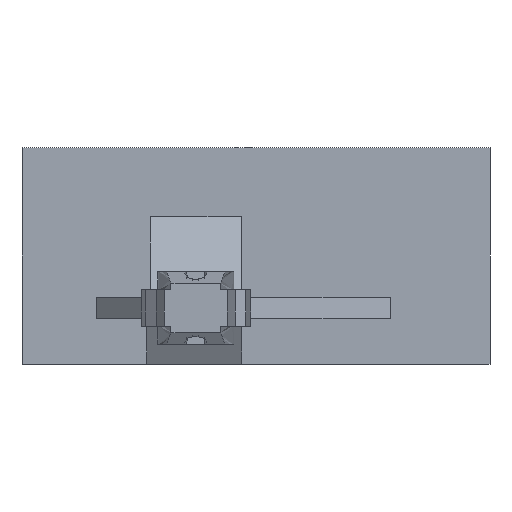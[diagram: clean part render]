
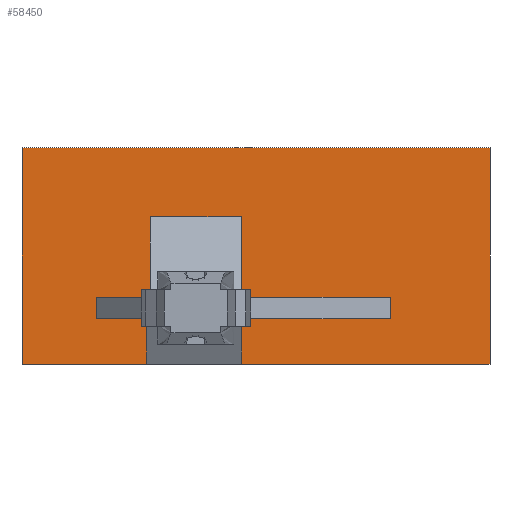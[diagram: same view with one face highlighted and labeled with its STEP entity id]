
A CAD part, front view. The second image highlights one B-rep face of the part: STEP entity #58450.
In plain terms, the highlighted planar face has unit normal (0, -1, 0).
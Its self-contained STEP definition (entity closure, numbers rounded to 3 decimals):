
#200=CARTESIAN_POINT('',(-53.259,29.958,3.5));
#210=VERTEX_POINT('',#200);
#240=CARTESIAN_POINT('',(-53.259,29.958,0.));
#250=DIRECTION('',(0.,0.,1.));
#260=VECTOR('',#250,1.);
#270=LINE('',#240,#260);
#280=CARTESIAN_POINT('',(-53.259,29.958,2.5));
#290=VERTEX_POINT('',#280);
#300=EDGE_CURVE('',#290,#210,#270,.T.);
#2150=CARTESIAN_POINT('',(-64.328,29.958,0.));
#2160=DIRECTION('',(0.,-0.,1.));
#2170=VECTOR('',#2160,1.);
#2180=LINE('',#2150,#2170);
#2190=CARTESIAN_POINT('',(-64.328,29.958,
3.85));
#2200=VERTEX_POINT('',#2190);
#2210=CARTESIAN_POINT('',(-64.328,29.958,
7.209));
#2220=VERTEX_POINT('',#2210);
#2230=EDGE_CURVE('',#2200,#2220,#2180,.T.);
#8620=CARTESIAN_POINT('',(-70.253,29.958,
10.396));
#8630=VERTEX_POINT('',#8620);
#8660=CARTESIAN_POINT('',(-70.253,29.958,0.));
#8670=DIRECTION('',(0.,0.,-1.));
#8680=VECTOR('',#8670,1.);
#8690=LINE('',#8660,#8680);
#8700=CARTESIAN_POINT('',(-70.253,29.958,
0.396));
#8710=VERTEX_POINT('',#8700);
#8720=EDGE_CURVE('',#8630,#8710,#8690,.T.);
#9470=CARTESIAN_POINT('',(-60.128,29.958,
7.209));
#9480=VERTEX_POINT('',#9470);
#9510=CARTESIAN_POINT('',(-60.128,29.958,0.));
#9520=DIRECTION('',(0.,0.,1.));
#9530=VECTOR('',#9520,1.);
#9540=LINE('',#9510,#9530);
#9550=CARTESIAN_POINT('',(-60.128,29.958,3.5));
#9560=VERTEX_POINT('',#9550);
#9570=EDGE_CURVE('',#9560,#9480,#9540,.T.);
#13440=CARTESIAN_POINT('',(-60.198,29.958,
0.396));
#13450=VERTEX_POINT('',#13440);
#13480=CARTESIAN_POINT('',(0.,29.958,0.396));
#13490=DIRECTION('',(1.,-0.,0.));
#13500=VECTOR('',#13490,1.);
#13510=LINE('',#13480,#13500);
#13520=CARTESIAN_POINT('',(-48.653,29.958,
0.396));
#13530=VERTEX_POINT('',#13520);
#13540=EDGE_CURVE('',#13450,#13530,#13510,.T.);
#13710=CARTESIAN_POINT('',(0.,29.958,0.396));
#13720=DIRECTION('',(1.,-0.,0.));
#13730=VECTOR('',#13720,1.);
#13740=LINE('',#13710,#13730);
#13750=CARTESIAN_POINT('',(-64.449,29.958,
0.396));
#13760=VERTEX_POINT('',#13750);
#13770=EDGE_CURVE('',#8710,#13760,#13740,.T.);
#19320=CARTESIAN_POINT('',(0.,29.958,3.5));
#19330=DIRECTION('',(-1.,0.,0.));
#19340=VECTOR('',#19330,1.);
#19350=LINE('',#19320,#19340);
#19360=EDGE_CURVE('',#210,#9560,#19350,.T.);
#21180=CARTESIAN_POINT('',(-60.198,29.958,2.5));
#21190=VERTEX_POINT('',#21180);
#21220=CARTESIAN_POINT('',(-60.198,29.958,0.));
#21230=DIRECTION('',(0.,0.,-1.));
#21240=VECTOR('',#21230,1.);
#21250=LINE('',#21220,#21240);
#21260=EDGE_CURVE('',#21190,#13450,#21250,.T.);
#23920=CARTESIAN_POINT('',(-48.653,29.958,0.));
#23930=DIRECTION('',(0.,0.,-1.));
#23940=VECTOR('',#23930,1.);
#23950=LINE('',#23920,#23940);
#23960=CARTESIAN_POINT('',(-48.653,29.958,
10.396));
#23970=VERTEX_POINT('',#23960);
#23980=EDGE_CURVE('',#23970,#13530,#23950,.T.);
#28480=CARTESIAN_POINT('',(0.,29.958,10.396));
#28490=DIRECTION('',(-1.,-0.,0.));
#28500=VECTOR('',#28490,1.);
#28510=LINE('',#28480,#28500);
#28520=EDGE_CURVE('',#23970,#8630,#28510,.T.);
#29430=CARTESIAN_POINT('',(-64.449,29.958,2.5));
#29440=VERTEX_POINT('',#29430);
#29470=CARTESIAN_POINT('',(0.,29.958,2.5));
#29480=DIRECTION('',(-1.,0.,0.));
#29490=VECTOR('',#29480,1.);
#29500=LINE('',#29470,#29490);
#29510=CARTESIAN_POINT('',(-66.828,29.958,2.5));
#29520=VERTEX_POINT('',#29510);
#29530=EDGE_CURVE('',#29440,#29520,#29500,.T.);
#32210=CARTESIAN_POINT('',(0.,29.958,7.209));
#32220=DIRECTION('',(-1.,0.,0.));
#32230=VECTOR('',#32220,1.);
#32240=LINE('',#32210,#32230);
#32250=EDGE_CURVE('',#9480,#2220,#32240,.T.);
#48400=CARTESIAN_POINT('',(-64.449,29.958,0.));
#48410=DIRECTION('',(0.,0.,-1.));
#48420=VECTOR('',#48410,1.);
#48430=LINE('',#48400,#48420);
#48440=EDGE_CURVE('',#29440,#13760,#48430,.T.);
#48590=CARTESIAN_POINT('',(-64.449,29.958,3.5));
#48600=VERTEX_POINT('',#48590);
#48630=CARTESIAN_POINT('',(-64.449,29.958,0.));
#48640=DIRECTION('',(0.,-0.,1.));
#48650=VECTOR('',#48640,1.);
#48660=LINE('',#48630,#48650);
#48670=CARTESIAN_POINT('',(-64.449,29.958,
3.85));
#48680=VERTEX_POINT('',#48670);
#48690=EDGE_CURVE('',#48600,#48680,#48660,.T.);
#49320=CARTESIAN_POINT('',(-66.828,29.958,0.));
#49330=DIRECTION('',(0.,0.,1.));
#49340=VECTOR('',#49330,1.);
#49350=LINE('',#49320,#49340);
#49360=CARTESIAN_POINT('',(-66.828,29.958,3.5));
#49370=VERTEX_POINT('',#49360);
#49380=EDGE_CURVE('',#29520,#49370,#49350,.T.);
#50140=CARTESIAN_POINT('',(0.,29.958,3.5));
#50150=DIRECTION('',(-1.,-0.,0.));
#50160=VECTOR('',#50150,1.);
#50170=LINE('',#50140,#50160);
#50180=EDGE_CURVE('',#48600,#49370,#50170,.T.);
#53030=CARTESIAN_POINT('',(0.,29.958,2.5));
#53040=DIRECTION('',(-1.,-0.,0.));
#53050=VECTOR('',#53040,1.);
#53060=LINE('',#53030,#53050);
#53070=EDGE_CURVE('',#290,#21190,#53060,.T.);
#55850=CARTESIAN_POINT('',(0.,29.958,3.85));
#55860=DIRECTION('',(1.,-0.,0.));
#55870=VECTOR('',#55860,1.);
#55880=LINE('',#55850,#55870);
#55890=EDGE_CURVE('',#48680,#2200,#55880,.T.);
#58200=CARTESIAN_POINT('',(-72.413,29.958,
11.165));
#58210=DIRECTION('',(0.,1.,0.));
#58220=DIRECTION('',(0.,0.,-1.));
#58230=AXIS2_PLACEMENT_3D('',#58200,#58210,#58220);
#58240=PLANE('',#58230);
#58250=ORIENTED_EDGE('',*,*,#55890,.T.);
#58260=ORIENTED_EDGE('',*,*,#48690,.T.);
#58270=ORIENTED_EDGE('',*,*,#50180,.F.);
#58280=ORIENTED_EDGE('',*,*,#49380,.T.);
#58290=ORIENTED_EDGE('',*,*,#29530,.T.);
#58300=ORIENTED_EDGE('',*,*,#48440,.F.);
#58310=ORIENTED_EDGE('',*,*,#13770,.T.);
#58320=ORIENTED_EDGE('',*,*,#8720,.T.);
#58330=ORIENTED_EDGE('',*,*,#28520,.T.);
#58340=ORIENTED_EDGE('',*,*,#23980,.F.);
#58350=ORIENTED_EDGE('',*,*,#13540,.T.);
#58360=ORIENTED_EDGE('',*,*,#21260,.T.);
#58370=ORIENTED_EDGE('',*,*,#53070,.T.);
#58380=ORIENTED_EDGE('',*,*,#300,.F.);
#58390=ORIENTED_EDGE('',*,*,#19360,.F.);
#58400=ORIENTED_EDGE('',*,*,#9570,.F.);
#58410=ORIENTED_EDGE('',*,*,#32250,.F.);
#58420=ORIENTED_EDGE('',*,*,#2230,.T.);
#58430=EDGE_LOOP('',(#58420,#58410,#58400,#58390,#58380,#58370,#58360,
#58350,#58340,#58330,#58320,#58310,#58300,#58290,#58280,#58270,#58260,
#58250));
#58440=FACE_OUTER_BOUND('',#58430,.T.);
#58450=ADVANCED_FACE('',(#58440),#58240,.F.);
